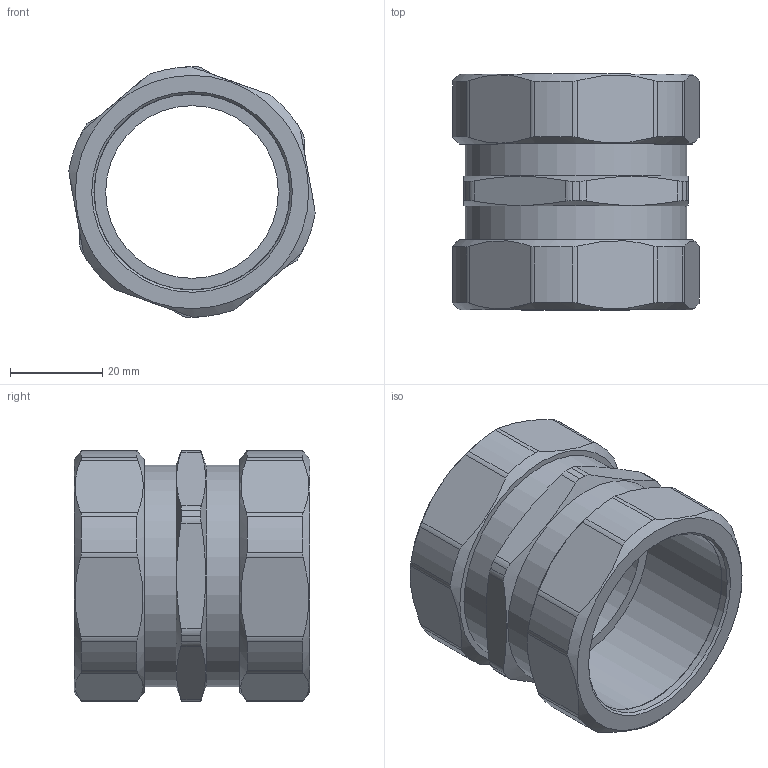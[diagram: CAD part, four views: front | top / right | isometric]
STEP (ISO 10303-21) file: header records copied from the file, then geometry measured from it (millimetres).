
FILE_DESCRIPTION(/* description */ (''),/* implementation_level */ '2;1');
FILE_NAME(/* name */ '',/* time_stamp */ '2025-06-24T15:27:42+07:00',/* author */ ('zeta-82'),/* organization */ (''),/* preprocessor_version */ 'ST-DEVELOPER v19.2',/* originating_system */ 'Autodesk Inventor 2024',/* authorisation */ '');
FILE_SCHEMA (('AUTOMOTIVE_DESIGN { 1 0 10303 214 3 1 1 }'));
Length unit declared in the file: millimetre
Products named in the file (1): АТТ-32
Bounding box: 53.54 x 51.2 x 54.5 mm (x, y, z)
Volume: 34216.2 mm3; surface area: 17899.5 mm2
Topology: 1 solids, 1 shells, 95 faces, 261 edges, 174 vertices
Faces by surface type: cylinder 61, plane 26, cone 8
Full cylindrical faces by diameter (mm): 37.5 x1, 42.5 x2, 42.6 x2, 48.15 x2
Entity records: 3337 total; most frequent: CARTESIAN_POINT 971, ORIENTED_EDGE 522, DIRECTION 403, EDGE_CURVE 261, VERTEX_POINT 174, AXIS2_PLACEMENT_3D 158, EDGE_LOOP 103, FACE_OUTER_BOUND 95
